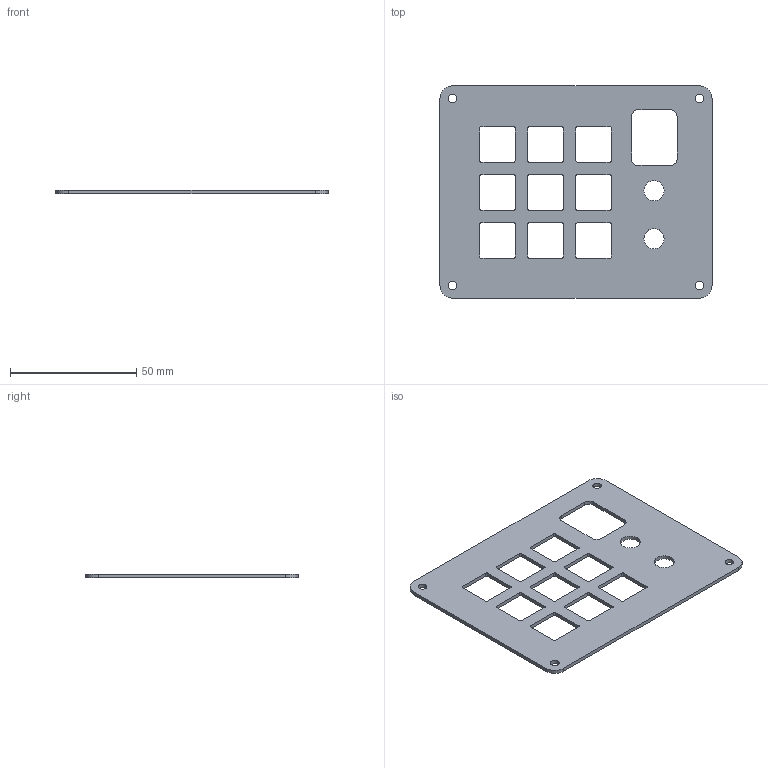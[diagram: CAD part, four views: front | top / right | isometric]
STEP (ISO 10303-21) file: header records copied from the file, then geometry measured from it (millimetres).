
FILE_DESCRIPTION(/* description */ (''),/* implementation_level */ '2;1');
FILE_NAME(/* name */ 'Case-top.step',/* time_stamp */ '2025-12-04T13:26:04+01:00',/* author */ (''),/* organization */ (''),/* preprocessor_version */ 'ST-DEVELOPER v20.1',/* originating_system */ 'Autodesk Translation Framework v14.21.0.0',/* authorisation */ '');
FILE_SCHEMA (('AUTOMOTIVE_DESIGN { 1 0 10303 214 3 1 1 }'));
Length unit declared in the file: millimetre
Products named in the file (1): 2025-12-01-15-47-49-136
Bounding box: 107.7 x 84 x 1.5 mm (x, y, z)
Volume: 10103.7 mm3; surface area: 15031.3 mm2
Topology: 1 solids, 1 shells, 96 faces, 282 edges, 188 vertices
Faces by surface type: cylinder 50, plane 46
Full cylindrical faces by diameter (mm): 3.4 x4, 8 x2
Entity records: 3323 total; most frequent: DIRECTION 576, CARTESIAN_POINT 567, ORIENTED_EDGE 564, EDGE_CURVE 282, AXIS2_PLACEMENT_3D 197, VERTEX_POINT 188, LINE 182, VECTOR 182
